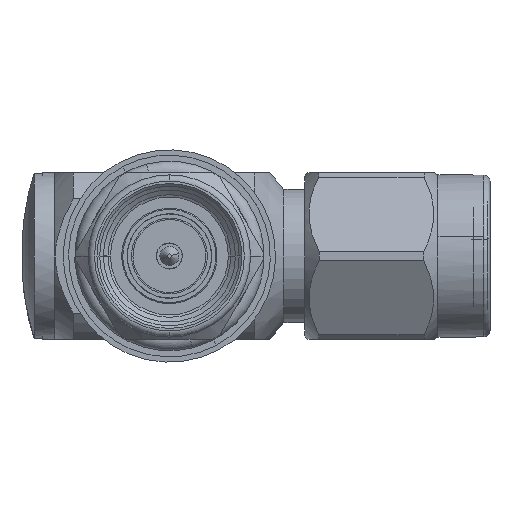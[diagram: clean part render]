
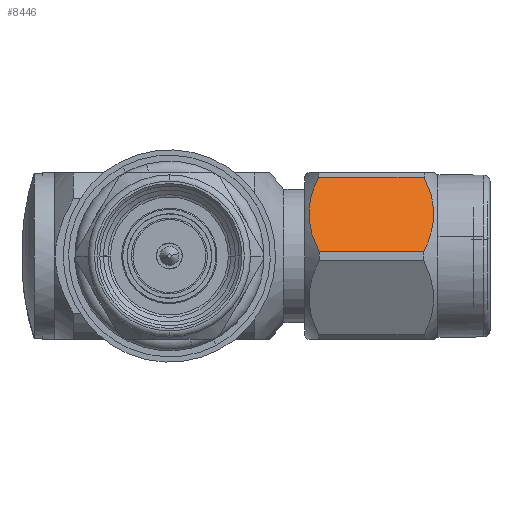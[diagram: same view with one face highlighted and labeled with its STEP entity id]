
A CAD part, left-side view. The second image highlights one B-rep face of the part: STEP entity #8446.
In plain terms, the highlighted face is planar.
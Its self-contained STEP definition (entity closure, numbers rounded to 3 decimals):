
#305 = CARTESIAN_POINT ( 'NONE',  ( 772.663, 441.044, -2.615 ) ) ;
#317 = CARTESIAN_POINT ( 'NONE',  ( 763.311, 439.658, -0.215 ) ) ;
#354 = CARTESIAN_POINT ( 'NONE',  ( 772.834, 439.991, -0.792 ) ) ;
#606 = EDGE_CURVE ( 'NONE', #3678, #7796, #7133, .T. ) ;
#1201 = CARTESIAN_POINT ( 'NONE',  ( 772.621, 440.868, -2.31 ) ) ;
#1301 = VECTOR ( 'NONE', #6339, 1000. ) ;
#1304 = EDGE_CURVE ( 'NONE', #7796, #5380, #5374, .T. ) ;
#1463 = ORIENTED_EDGE ( 'NONE', *, *, #3311, .T. ) ;
#1734 = CARTESIAN_POINT ( 'NONE',  ( 778.146, 441.72, -3.785 ) ) ;
#2193 = CARTESIAN_POINT ( 'NONE',  ( 773.101, 439.658, -0.215 ) ) ;
#2558 = FACE_OUTER_BOUND ( 'NONE', #4945, .T. ) ;
#2738 = CARTESIAN_POINT ( 'NONE',  ( 772.663, 440.335, -1.387 ) ) ;
#3080 = ORIENTED_EDGE ( 'NONE', *, *, #4701, .F. ) ;
#3170 = DIRECTION ( 'NONE',  ( 0., -0.5, 0.866 ) ) ;
#3216 = DIRECTION ( 'NONE',  ( 0., 0.866, 0.5 ) ) ;
#3223 = ORIENTED_EDGE ( 'NONE', *, *, #1304, .F. ) ;
#3311 = EDGE_CURVE ( 'NONE', #4399, #5380, #5886, .T. ) ;
#3321 = CARTESIAN_POINT ( 'NONE',  ( 778.288, 441.555, -3.5 ) ) ;
#3435 = VECTOR ( 'NONE', #8173, 1000. ) ;
#3678 = VERTEX_POINT ( 'NONE', #2193 ) ;
#4064 = CARTESIAN_POINT ( 'NONE',  ( 778.569, 441.041, -2.61 ) ) ;
#4397 = AXIS2_PLACEMENT_3D ( 'NONE', #5649, #3216, #3170 ) ;
#4399 = VERTEX_POINT ( 'NONE', #4927 ) ;
#4674 = CARTESIAN_POINT ( 'NONE',  ( 778.608, 440.597, -1.841 ) ) ;
#4701 = EDGE_CURVE ( 'NONE', #4399, #3678, #4763, .T. ) ;
#4717 = CARTESIAN_POINT ( 'NONE',  ( 778.265, 439.822, -0.498 ) ) ;
#4763 = B_SPLINE_CURVE_WITH_KNOTS ( 'NONE', 3,
 ( #5829, #6576, #7315, #8874, #305, #1201, #6476, #7120, #2738, #354, #7166, #7217 ),
 .UNSPECIFIED., .F., .F.,
 ( 4, 2, 2, 2, 2, 4 ),
 ( 0., 0.001, 0.002, 0.002, 0.003, 0.004 ),
 .UNSPECIFIED. ) ;
#4927 = CARTESIAN_POINT ( 'NONE',  ( 773.076, 441.72, -3.785 ) ) ;
#4945 = EDGE_LOOP ( 'NONE', ( #3223, #4998, #3080, #1463 ) ) ;
#4998 = ORIENTED_EDGE ( 'NONE', *, *, #606, .F. ) ;
#5374 = B_SPLINE_CURVE_WITH_KNOTS ( 'NONE', 3,
 ( #7154, #4717, #8712, #5619, #6315, #6414, #4674, #9319, #4064, #8565, #3321, #1734 ),
 .UNSPECIFIED., .F., .F.,
 ( 4, 2, 2, 2, 2, 4 ),
 ( 0., 0.001, 0.002, 0.002, 0.003, 0.004 ),
 .UNSPECIFIED. ) ;
#5380 = VERTEX_POINT ( 'NONE', #5646 ) ;
#5619 = CARTESIAN_POINT ( 'NONE',  ( 778.514, 440.245, -1.231 ) ) ;
#5646 = CARTESIAN_POINT ( 'NONE',  ( 778.146, 441.72, -3.785 ) ) ;
#5649 = CARTESIAN_POINT ( 'NONE',  ( 763.311, 439.658, -0.215 ) ) ;
#5829 = CARTESIAN_POINT ( 'NONE',  ( 773.076, 441.72, -3.785 ) ) ;
#5886 = LINE ( 'NONE', #9689, #3435 ) ;
#6315 = CARTESIAN_POINT ( 'NONE',  ( 778.548, 440.331, -1.381 ) ) ;
#6339 = DIRECTION ( 'NONE',  ( 1., 0., 0. ) ) ;
#6414 = CARTESIAN_POINT ( 'NONE',  ( 778.595, 440.507, -1.685 ) ) ;
#6476 = CARTESIAN_POINT ( 'NONE',  ( 772.611, 440.778, -2.154 ) ) ;
#6576 = CARTESIAN_POINT ( 'NONE',  ( 772.934, 441.555, -3.501 ) ) ;
#6916 = CARTESIAN_POINT ( 'NONE',  ( 778.121, 439.658, -0.215 ) ) ;
#7120 = CARTESIAN_POINT ( 'NONE',  ( 772.615, 440.51, -1.69 ) ) ;
#7133 = LINE ( 'NONE', #317, #1301 ) ;
#7154 = CARTESIAN_POINT ( 'NONE',  ( 778.121, 439.658, -0.215 ) ) ;
#7166 = CARTESIAN_POINT ( 'NONE',  ( 772.957, 439.822, -0.498 ) ) ;
#7217 = CARTESIAN_POINT ( 'NONE',  ( 773.101, 439.658, -0.215 ) ) ;
#7315 = CARTESIAN_POINT ( 'NONE',  ( 772.817, 441.388, -3.212 ) ) ;
#7796 = VERTEX_POINT ( 'NONE', #6916 ) ;
#8173 = DIRECTION ( 'NONE',  ( 1., 0., 0. ) ) ;
#8446 = ADVANCED_FACE ( 'NONE', ( #2558 ), #8548, .F. ) ;
#8548 = PLANE ( 'NONE',  #4397 ) ;
#8565 = CARTESIAN_POINT ( 'NONE',  ( 778.407, 441.385, -3.206 ) ) ;
#8712 = CARTESIAN_POINT ( 'NONE',  ( 778.386, 439.988, -0.786 ) ) ;
#8874 = CARTESIAN_POINT ( 'NONE',  ( 772.695, 441.131, -2.766 ) ) ;
#9319 = CARTESIAN_POINT ( 'NONE',  ( 778.613, 440.866, -2.306 ) ) ;
#9689 = CARTESIAN_POINT ( 'NONE',  ( 763.311, 441.72, -3.785 ) ) ;
